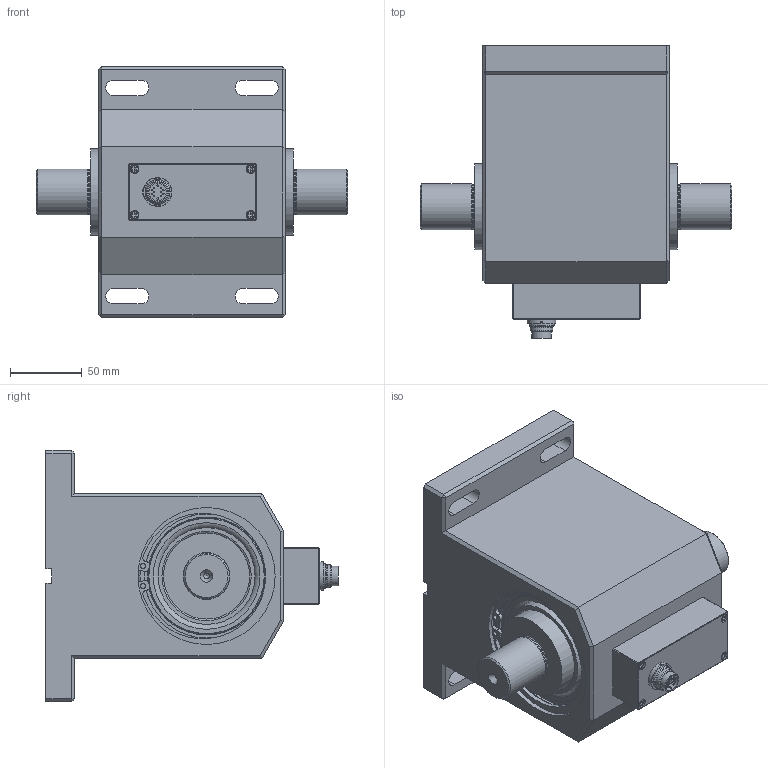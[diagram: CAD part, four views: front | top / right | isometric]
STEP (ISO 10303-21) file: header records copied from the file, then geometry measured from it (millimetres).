
FILE_DESCRIPTION( ( 'Unknown' ), '1' );
FILE_NAME( 'Dr2212-200-500Nm.stp', 'Unknown', ( 'Unknown' ), ( 'Unknown' ), 'PSStep 17.0.49', 'Unknown', ' ' );
FILE_SCHEMA( ( 'AUTOMOTIVE_DESIGN { 1 0 10303 214 1 1 1 1 }' ) );
Length unit declared in the file: millimetre
Products named in the file (27): 2247-b05_doc-00045639; 2247-003_doc-00016120; Zylinderschraube DIN 912-M3x25; Zylinderschraube DIN 912-M3x25-oa1; Zylinderschraube DIN 912-M3x25-oa2; Zylinderschraube DIN 912-M3x25-oa3; 2305-b01_doc-00050126; 2305-001_doc-00049984; DIN 625-T1-6012-2Z_60x95x18; 2302-b01_doc-00051001; 2302-001_doc-00016103; DIN 625-T1-6012-2RS_60x95x18; Sicherungsring DIN 472-95x3-T1; Sicherungsring DIN 472-95x3-T1-oa0; Assem1; flanschstecker 12-polig serie 723; mutter_09-0323-89-06_DOC-00067592
Assembly tree (26 placements, depth 3):
  Assem1
    flanschstecker 12-polig serie 723
    mutter_09-0323-89-06_DOC-00067592
    2305-b01_doc-00050126
      2305-001_doc-00049984
      DIN 625-T1-6012-2Z_60x95x18
      DIN 625-T1-6012-2Z_60x95x18
      DIN 625-T1-6012-2Z_60x95x18
      DIN 625-T1-6012-2Z_60x95x18
      DIN 625-T1-6012-2Z_60x95x18
    2302-b01_doc-00051001
      2302-001_doc-00016103
      DIN 625-T1-6012-2RS_60x95x18
      DIN 625-T1-6012-2RS_60x95x18
      DIN 625-T1-6012-2RS_60x95x18
      DIN 625-T1-6012-2RS_60x95x18
      DIN 625-T1-6012-2RS_60x95x18
      DIN 625-T1-6012-2RS_60x95x18
      DIN 625-T1-6012-2RS_60x95x18
      Sicherungsring DIN 472-95x3-T1
      Sicherungsring DIN 472-95x3-T1-oa0
    2247-b05_doc-00045639
      2247-003_doc-00016120
      Zylinderschraube DIN 912-M3x25
      Zylinderschraube DIN 912-M3x25-oa1
      Zylinderschraube DIN 912-M3x25-oa2
      Zylinderschraube DIN 912-M3x25-oa3
Bounding box: 217 x 203.7 x 175 mm (x, y, z)
Volume: 2202897.8 mm3; surface area: 334507.6 mm2
Topology: 23 solids, 25 shells, 427 faces, 881 edges, 567 vertices
Faces by surface type: plane 222, cylinder 143, cone 40, torus 22
Full cylindrical faces by diameter (mm): 1 x24, 2.387 x4, 2.459 x4, 3 x8, 3.4 x4, 3.5 x4, 4 x2, 5.5 x4, 6 x4, 12 x1, 13.5 x1, 15 x1, 15.875 x1, 17.188 x1, 17.462 x1, 17.8 x1, 20 x2, 21 x1, 31.4 x2, 32 x2, 60 x3, 67.5 x4, 67.52 x2, 74.25 x4, 82.175 x4, 86.36 x2, 86.38 x4, 86.48 x4, 86.5 x4, 95 x3
Entity records: 14156 total; most frequent: DIRECTION 1894, CARTESIAN_POINT 1813, ORIENTED_EDGE 1328, AXIS2_PLACEMENT_3D 801, EDGE_LOOP 710, EDGE_CURVE 664, FACE_OUTER_BOUND 551, VERTEX_POINT 536
